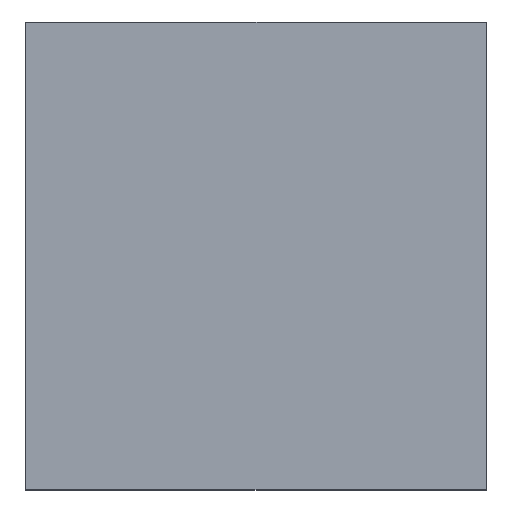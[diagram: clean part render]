
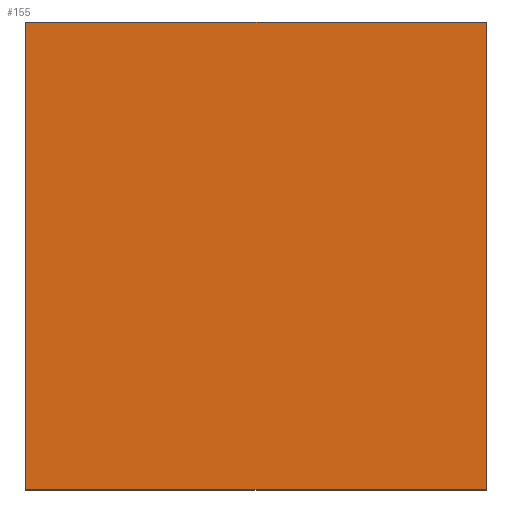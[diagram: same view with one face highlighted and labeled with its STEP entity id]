
A CAD part, top view. The second image highlights one B-rep face of the part: STEP entity #155.
In plain terms, the highlighted planar face has unit normal (0, 0, 1).
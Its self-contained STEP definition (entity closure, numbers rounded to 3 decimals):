
#5 = VERTEX_POINT ( 'NONE', #95 ) ;
#10 = VERTEX_POINT ( 'NONE', #72 ) ;
#14 = PLANE ( 'NONE',  #199 ) ;
#24 = EDGE_CURVE ( 'NONE', #119, #109, #29, .T. ) ;
#29 = LINE ( 'NONE', #45, #190 ) ;
#32 = LINE ( 'NONE', #33, #44 ) ;
#33 = CARTESIAN_POINT ( 'NONE',  ( 1.615, 1.64, 0.5 ) ) ;
#41 = DIRECTION ( 'NONE',  ( -1., 0., 0. ) ) ;
#44 = VECTOR ( 'NONE', #125, 1000. ) ;
#45 = CARTESIAN_POINT ( 'NONE',  ( -1.615, 1.64, 0.5 ) ) ;
#47 = LINE ( 'NONE', #114, #78 ) ;
#72 = CARTESIAN_POINT ( 'NONE',  ( 1.615, -1.64, 0.5 ) ) ;
#74 = ORIENTED_EDGE ( 'NONE', *, *, #146, .T. ) ;
#76 = EDGE_CURVE ( 'NONE', #10, #5, #32, .T. ) ;
#78 = VECTOR ( 'NONE', #41, 1000. ) ;
#93 = ORIENTED_EDGE ( 'NONE', *, *, #163, .T. ) ;
#95 = CARTESIAN_POINT ( 'NONE',  ( 1.615, 1.64, 0.5 ) ) ;
#97 = EDGE_LOOP ( 'NONE', ( #149, #93, #137, #74 ) ) ;
#109 = VERTEX_POINT ( 'NONE', #112 ) ;
#112 = CARTESIAN_POINT ( 'NONE',  ( -1.615, -1.64, 0.5 ) ) ;
#114 = CARTESIAN_POINT ( 'NONE',  ( -1.615, 1.64, 0.5 ) ) ;
#116 = VECTOR ( 'NONE', #122, 1000. ) ;
#119 = VERTEX_POINT ( 'NONE', #139 ) ;
#122 = DIRECTION ( 'NONE',  ( 1., 0., 0. ) ) ;
#125 = DIRECTION ( 'NONE',  ( 0., 1., 0. ) ) ;
#126 = DIRECTION ( 'NONE',  ( 0., 0., 1. ) ) ;
#137 = ORIENTED_EDGE ( 'NONE', *, *, #24, .T. ) ;
#139 = CARTESIAN_POINT ( 'NONE',  ( -1.615, 1.64, 0.5 ) ) ;
#146 = EDGE_CURVE ( 'NONE', #109, #10, #171, .T. ) ;
#149 = ORIENTED_EDGE ( 'NONE', *, *, #76, .T. ) ;
#155 = ADVANCED_FACE ( 'NONE', ( #201 ), #14, .T. ) ;
#163 = EDGE_CURVE ( 'NONE', #5, #119, #47, .T. ) ;
#171 = LINE ( 'NONE', #173, #116 ) ;
#173 = CARTESIAN_POINT ( 'NONE',  ( -1.615, -1.64, 0.5 ) ) ;
#179 = CARTESIAN_POINT ( 'NONE',  ( 0., 0., 0.5 ) ) ;
#180 = DIRECTION ( 'NONE',  ( 0., -1., 0. ) ) ;
#184 = DIRECTION ( 'NONE',  ( 1., 0., 0. ) ) ;
#190 = VECTOR ( 'NONE', #180, 1000. ) ;
#199 = AXIS2_PLACEMENT_3D ( 'NONE', #179, #126, #184 ) ;
#201 = FACE_OUTER_BOUND ( 'NONE', #97, .T. ) ;
